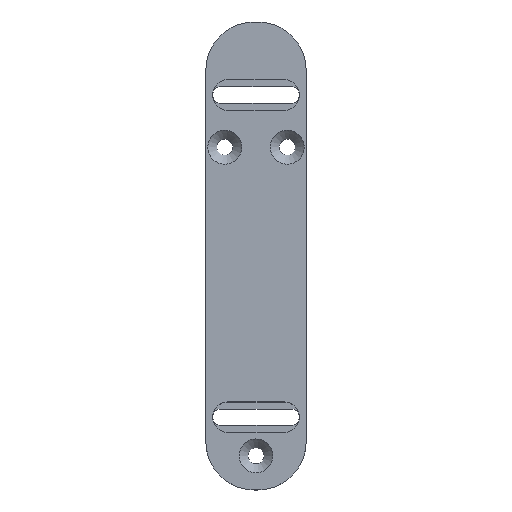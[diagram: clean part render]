
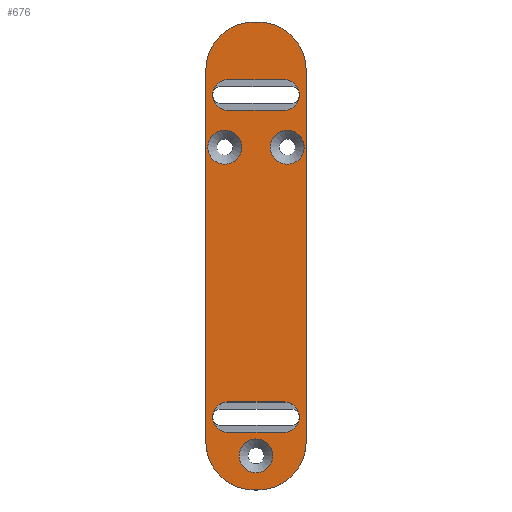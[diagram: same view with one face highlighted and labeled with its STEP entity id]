
A CAD part, top view. The second image highlights one B-rep face of the part: STEP entity #676.
In plain terms, the highlighted planar face has unit normal (0, 0, 1).
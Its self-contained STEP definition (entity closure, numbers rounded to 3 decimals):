
#428=CARTESIAN_POINT('',(0.,0.,6.));
#429=DIRECTION('',(0.,0.,1.));
#430=DIRECTION('',(1.,0.,0.));
#431=AXIS2_PLACEMENT_3D('',#428,#429,#430);
#432=PLANE('',#431);
#433=CARTESIAN_POINT('',(3.508,-50.51,6.));
#434=VERTEX_POINT('',#433);
#435=CARTESIAN_POINT('',(-0.69,-50.51,6.));
#436=DIRECTION('',(-0.,-0.,-1.));
#437=DIRECTION('',(1.,0.,-0.));
#438=AXIS2_PLACEMENT_3D('',#435,#436,#437);
#439=CIRCLE('',#438,4.198);
#440=EDGE_CURVE('',#434,#434,#439,.T.);
#441=ORIENTED_EDGE('',*,*,#440,.T.);
#442=EDGE_LOOP('',(#441));
#443=FACE_BOUND('',#442,.T.);
#444=CARTESIAN_POINT('',(11.258,26.005,6.));
#445=VERTEX_POINT('',#444);
#446=CARTESIAN_POINT('',(7.053,26.005,6.));
#447=DIRECTION('',(-0.,-0.,-1.));
#448=DIRECTION('',(1.,0.,-0.));
#449=AXIS2_PLACEMENT_3D('',#446,#447,#448);
#450=CIRCLE('',#449,4.205);
#451=EDGE_CURVE('',#445,#445,#450,.T.);
#452=ORIENTED_EDGE('',*,*,#451,.T.);
#453=EDGE_LOOP('',(#452));
#454=FACE_BOUND('',#453,.T.);
#455=CARTESIAN_POINT('',(-4.224,26.005,6.));
#456=VERTEX_POINT('',#455);
#457=CARTESIAN_POINT('',(-8.429,26.005,6.));
#458=DIRECTION('',(-0.,-0.,-1.));
#459=DIRECTION('',(1.,0.,-0.));
#460=AXIS2_PLACEMENT_3D('',#457,#458,#459);
#461=CIRCLE('',#460,4.206);
#462=EDGE_CURVE('',#456,#456,#461,.T.);
#463=ORIENTED_EDGE('',*,*,#462,.T.);
#464=EDGE_LOOP('',(#463));
#465=FACE_BOUND('',#464,.T.);
#466=CARTESIAN_POINT('',(-11.44,39.033,6.));
#467=VERTEX_POINT('',#466);
#468=CARTESIAN_POINT('',(-11.44,38.837,6.));
#469=VERTEX_POINT('',#468);
#470=CARTESIAN_POINT('',(-11.44,39.033,6.));
#471=DIRECTION('',(0.,-1.,0.));
#472=VECTOR('',#471,0.196);
#473=LINE('',#470,#472);
#474=EDGE_CURVE('',#467,#469,#473,.T.);
#475=ORIENTED_EDGE('',*,*,#474,.F.);
#476=CARTESIAN_POINT('',(-7.74,42.733,6.));
#477=VERTEX_POINT('',#476);
#478=CARTESIAN_POINT('',(-7.74,39.033,6.));
#479=DIRECTION('',(-0.,-0.,-1.));
#480=DIRECTION('',(1.,0.,-0.));
#481=AXIS2_PLACEMENT_3D('',#478,#479,#480);
#482=CIRCLE('',#481,3.7);
#483=EDGE_CURVE('',#467,#477,#482,.T.);
#484=ORIENTED_EDGE('',*,*,#483,.T.);
#485=CARTESIAN_POINT('',(6.374,42.733,6.));
#486=VERTEX_POINT('',#485);
#487=CARTESIAN_POINT('',(6.374,42.733,6.));
#488=DIRECTION('',(-1.,0.,0.));
#489=VECTOR('',#488,14.114);
#490=LINE('',#487,#489);
#491=EDGE_CURVE('',#486,#477,#490,.T.);
#492=ORIENTED_EDGE('',*,*,#491,.F.);
#493=CARTESIAN_POINT('',(10.074,39.033,6.));
#494=VERTEX_POINT('',#493);
#495=CARTESIAN_POINT('',(6.374,39.033,6.));
#496=DIRECTION('',(-0.,-0.,-1.));
#497=DIRECTION('',(1.,0.,-0.));
#498=AXIS2_PLACEMENT_3D('',#495,#496,#497);
#499=CIRCLE('',#498,3.7);
#500=EDGE_CURVE('',#486,#494,#499,.T.);
#501=ORIENTED_EDGE('',*,*,#500,.T.);
#502=CARTESIAN_POINT('',(10.074,38.837,6.));
#503=VERTEX_POINT('',#502);
#504=CARTESIAN_POINT('',(10.074,39.033,6.));
#505=DIRECTION('',(0.,-1.,0.));
#506=VECTOR('',#505,0.196);
#507=LINE('',#504,#506);
#508=EDGE_CURVE('',#494,#503,#507,.T.);
#509=ORIENTED_EDGE('',*,*,#508,.T.);
#510=CARTESIAN_POINT('',(6.374,35.137,6.));
#511=VERTEX_POINT('',#510);
#512=CARTESIAN_POINT('',(6.374,38.837,6.));
#513=DIRECTION('',(-0.,-0.,-1.));
#514=DIRECTION('',(1.,0.,-0.));
#515=AXIS2_PLACEMENT_3D('',#512,#513,#514);
#516=CIRCLE('',#515,3.7);
#517=EDGE_CURVE('',#503,#511,#516,.T.);
#518=ORIENTED_EDGE('',*,*,#517,.T.);
#519=CARTESIAN_POINT('',(-7.74,35.137,6.));
#520=VERTEX_POINT('',#519);
#521=CARTESIAN_POINT('',(-7.74,35.137,6.));
#522=DIRECTION('',(1.,0.,0.));
#523=VECTOR('',#522,14.114);
#524=LINE('',#521,#523);
#525=EDGE_CURVE('',#520,#511,#524,.T.);
#526=ORIENTED_EDGE('',*,*,#525,.F.);
#527=CARTESIAN_POINT('',(-7.74,38.837,6.));
#528=DIRECTION('',(-0.,-0.,-1.));
#529=DIRECTION('',(1.,0.,-0.));
#530=AXIS2_PLACEMENT_3D('',#527,#528,#529);
#531=CIRCLE('',#530,3.7);
#532=EDGE_CURVE('',#520,#469,#531,.T.);
#533=ORIENTED_EDGE('',*,*,#532,.T.);
#534=EDGE_LOOP('',(#475,#484,#492,#501,#509,#518,#526,#533));
#535=FACE_BOUND('',#534,.T.);
#536=CARTESIAN_POINT('',(11.76,45.033,6.));
#537=VERTEX_POINT('',#536);
#538=CARTESIAN_POINT('',(11.76,-46.967,6.));
#539=VERTEX_POINT('',#538);
#540=CARTESIAN_POINT('',(11.76,45.033,6.));
#541=DIRECTION('',(0.,-1.,0.));
#542=VECTOR('',#541,92.);
#543=LINE('',#540,#542);
#544=EDGE_CURVE('',#537,#539,#543,.T.);
#545=ORIENTED_EDGE('',*,*,#544,.F.);
#546=CARTESIAN_POINT('',(-0.24,57.033,6.));
#547=VERTEX_POINT('',#546);
#548=CARTESIAN_POINT('',(-0.24,45.033,6.));
#549=DIRECTION('',(0.,0.,1.));
#550=DIRECTION('',(1.,0.,-0.));
#551=AXIS2_PLACEMENT_3D('',#548,#549,#550);
#552=CIRCLE('',#551,12.);
#553=EDGE_CURVE('',#537,#547,#552,.T.);
#554=ORIENTED_EDGE('',*,*,#553,.T.);
#555=CARTESIAN_POINT('',(-1.14,57.033,6.));
#556=VERTEX_POINT('',#555);
#557=CARTESIAN_POINT('',(-1.14,57.033,6.));
#558=DIRECTION('',(1.,0.,0.));
#559=VECTOR('',#558,0.9);
#560=LINE('',#557,#559);
#561=EDGE_CURVE('',#556,#547,#560,.T.);
#562=ORIENTED_EDGE('',*,*,#561,.F.);
#563=CARTESIAN_POINT('',(-13.14,45.033,6.));
#564=VERTEX_POINT('',#563);
#565=CARTESIAN_POINT('',(-1.14,45.033,6.));
#566=DIRECTION('',(0.,0.,1.));
#567=DIRECTION('',(1.,0.,-0.));
#568=AXIS2_PLACEMENT_3D('',#565,#566,#567);
#569=CIRCLE('',#568,12.);
#570=EDGE_CURVE('',#556,#564,#569,.T.);
#571=ORIENTED_EDGE('',*,*,#570,.T.);
#572=CARTESIAN_POINT('',(-13.14,-46.967,6.));
#573=VERTEX_POINT('',#572);
#574=CARTESIAN_POINT('',(-13.14,-46.967,6.));
#575=DIRECTION('',(-0.,1.,0.));
#576=VECTOR('',#575,92.);
#577=LINE('',#574,#576);
#578=EDGE_CURVE('',#573,#564,#577,.T.);
#579=ORIENTED_EDGE('',*,*,#578,.F.);
#580=CARTESIAN_POINT('',(-1.14,-58.967,6.));
#581=VERTEX_POINT('',#580);
#582=CARTESIAN_POINT('',(-1.14,-46.967,6.));
#583=DIRECTION('',(0.,0.,1.));
#584=DIRECTION('',(1.,0.,-0.));
#585=AXIS2_PLACEMENT_3D('',#582,#583,#584);
#586=CIRCLE('',#585,12.);
#587=EDGE_CURVE('',#573,#581,#586,.T.);
#588=ORIENTED_EDGE('',*,*,#587,.T.);
#589=CARTESIAN_POINT('',(-0.24,-58.967,6.));
#590=VERTEX_POINT('',#589);
#591=CARTESIAN_POINT('',(-0.24,-58.967,6.));
#592=DIRECTION('',(-1.,-0.,0.));
#593=VECTOR('',#592,0.9);
#594=LINE('',#591,#593);
#595=EDGE_CURVE('',#590,#581,#594,.T.);
#596=ORIENTED_EDGE('',*,*,#595,.F.);
#597=CARTESIAN_POINT('',(-0.24,-46.967,6.));
#598=DIRECTION('',(0.,0.,1.));
#599=DIRECTION('',(1.,0.,-0.));
#600=AXIS2_PLACEMENT_3D('',#597,#598,#599);
#601=CIRCLE('',#600,12.);
#602=EDGE_CURVE('',#590,#539,#601,.T.);
#603=ORIENTED_EDGE('',*,*,#602,.T.);
#604=EDGE_LOOP('',(#545,#554,#562,#571,#579,#588,#596,#603));
#605=FACE_BOUND('',#604,.T.);
#606=CARTESIAN_POINT('',(-7.74,-44.667,6.));
#607=VERTEX_POINT('',#606);
#608=CARTESIAN_POINT('',(6.36,-44.667,6.));
#609=VERTEX_POINT('',#608);
#610=CARTESIAN_POINT('',(-7.74,-44.667,6.));
#611=DIRECTION('',(1.,0.,0.));
#612=VECTOR('',#611,14.1);
#613=LINE('',#610,#612);
#614=EDGE_CURVE('',#607,#609,#613,.T.);
#615=ORIENTED_EDGE('',*,*,#614,.F.);
#616=CARTESIAN_POINT('',(-11.44,-40.967,6.));
#617=VERTEX_POINT('',#616);
#618=CARTESIAN_POINT('',(-7.74,-40.967,6.));
#619=DIRECTION('',(-0.,-0.,-1.));
#620=DIRECTION('',(1.,0.,-0.));
#621=AXIS2_PLACEMENT_3D('',#618,#619,#620);
#622=CIRCLE('',#621,3.7);
#623=EDGE_CURVE('',#607,#617,#622,.T.);
#624=ORIENTED_EDGE('',*,*,#623,.T.);
#625=CARTESIAN_POINT('',(-11.44,-40.861,6.));
#626=VERTEX_POINT('',#625);
#627=CARTESIAN_POINT('',(-11.44,-40.967,6.));
#628=DIRECTION('',(-0.,1.,0.));
#629=VECTOR('',#628,0.106);
#630=LINE('',#627,#629);
#631=EDGE_CURVE('',#617,#626,#630,.T.);
#632=ORIENTED_EDGE('',*,*,#631,.T.);
#633=CARTESIAN_POINT('',(-7.74,-37.161,6.));
#634=VERTEX_POINT('',#633);
#635=CARTESIAN_POINT('',(-7.74,-40.861,6.));
#636=DIRECTION('',(-0.,-0.,-1.));
#637=DIRECTION('',(1.,0.,-0.));
#638=AXIS2_PLACEMENT_3D('',#635,#636,#637);
#639=CIRCLE('',#638,3.7);
#640=EDGE_CURVE('',#626,#634,#639,.T.);
#641=ORIENTED_EDGE('',*,*,#640,.T.);
#642=CARTESIAN_POINT('',(6.36,-37.161,6.));
#643=VERTEX_POINT('',#642);
#644=CARTESIAN_POINT('',(-7.74,-37.161,6.));
#645=DIRECTION('',(1.,0.,0.));
#646=VECTOR('',#645,14.1);
#647=LINE('',#644,#646);
#648=EDGE_CURVE('',#634,#643,#647,.T.);
#649=ORIENTED_EDGE('',*,*,#648,.T.);
#650=CARTESIAN_POINT('',(10.06,-40.861,6.));
#651=VERTEX_POINT('',#650);
#652=CARTESIAN_POINT('',(6.36,-40.861,6.));
#653=DIRECTION('',(-0.,-0.,-1.));
#654=DIRECTION('',(1.,0.,-0.));
#655=AXIS2_PLACEMENT_3D('',#652,#653,#654);
#656=CIRCLE('',#655,3.7);
#657=EDGE_CURVE('',#643,#651,#656,.T.);
#658=ORIENTED_EDGE('',*,*,#657,.T.);
#659=CARTESIAN_POINT('',(10.06,-40.967,6.));
#660=VERTEX_POINT('',#659);
#661=CARTESIAN_POINT('',(10.06,-40.967,6.));
#662=DIRECTION('',(0.,1.,0.));
#663=VECTOR('',#662,0.106);
#664=LINE('',#661,#663);
#665=EDGE_CURVE('',#660,#651,#664,.T.);
#666=ORIENTED_EDGE('',*,*,#665,.F.);
#667=CARTESIAN_POINT('',(6.36,-40.967,6.));
#668=DIRECTION('',(-0.,-0.,-1.));
#669=DIRECTION('',(1.,0.,-0.));
#670=AXIS2_PLACEMENT_3D('',#667,#668,#669);
#671=CIRCLE('',#670,3.7);
#672=EDGE_CURVE('',#660,#609,#671,.T.);
#673=ORIENTED_EDGE('',*,*,#672,.T.);
#674=EDGE_LOOP('',(#615,#624,#632,#641,#649,#658,#666,#673));
#675=FACE_BOUND('',#674,.T.);
#676=ADVANCED_FACE('',(#443,#454,#465,#535,#605,#675),#432,.T.);
